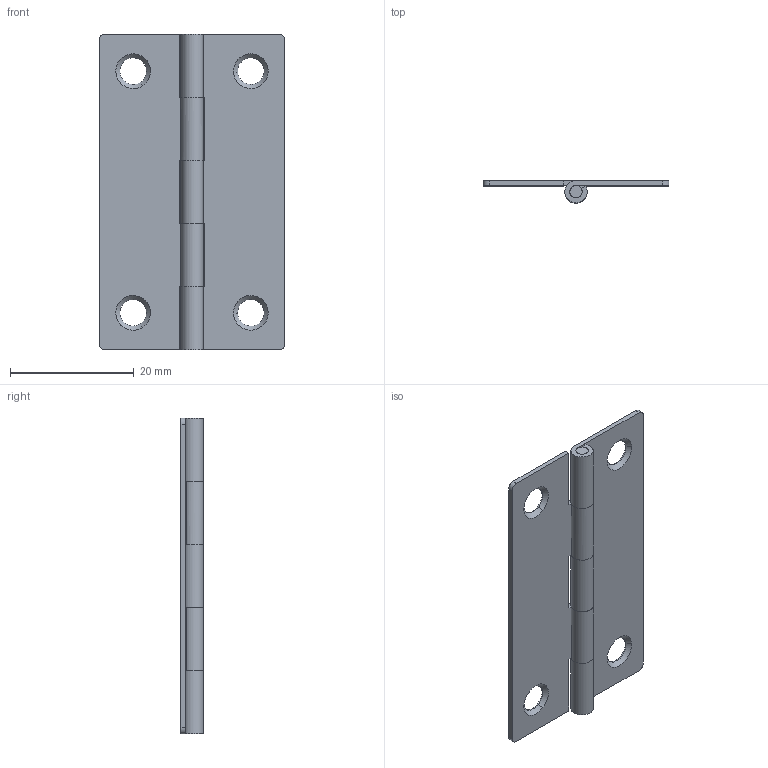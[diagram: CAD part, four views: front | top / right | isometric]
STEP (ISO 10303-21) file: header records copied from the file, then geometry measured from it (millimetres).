
FILE_DESCRIPTION((''),'2;1');
FILE_NAME('','2005-04-20T11:03:30',(''),(''),'','CADfix','');
FILE_SCHEMA(('AUTOMOTIVE_DESIGN'));
Length unit declared in the file: millimetre
Products named in the file (4): shaft; hinge piece_B; hinge piece_A; TH_TM_87SUS_26405_36
Assembly tree (3 placements, depth 2):
  TH_TM_87SUS_26405_36
    shaft
    hinge piece_B
    hinge piece_A
Bounding box: 30 x 3.6 x 51 mm (x, y, z)
Volume: 1544.1 mm3; surface area: 4120.8 mm2
Topology: 3 solids, 3 shells, 62 faces, 197 edges, 141 vertices
Faces by surface type: bspline 62
Entity records: 2489 total; most frequent: CARTESIAN_POINT 1311, ORIENTED_EDGE 394, EDGE_CURVE 197, VERTEX_POINT 141, QUASI_UNIFORM_CURVE 107, EDGE_LOOP 70, FACE_OUTER_BOUND 62, ADVANCED_FACE 62
